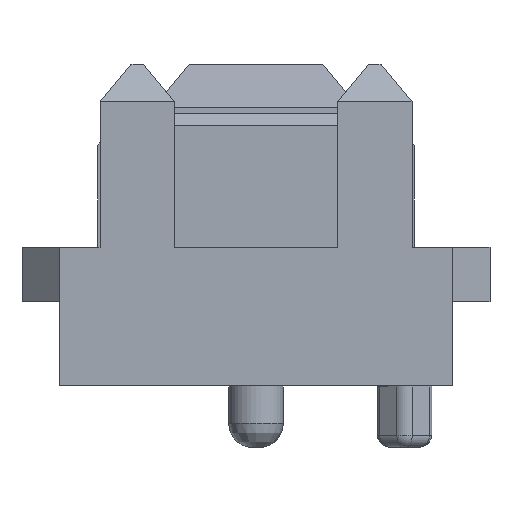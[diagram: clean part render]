
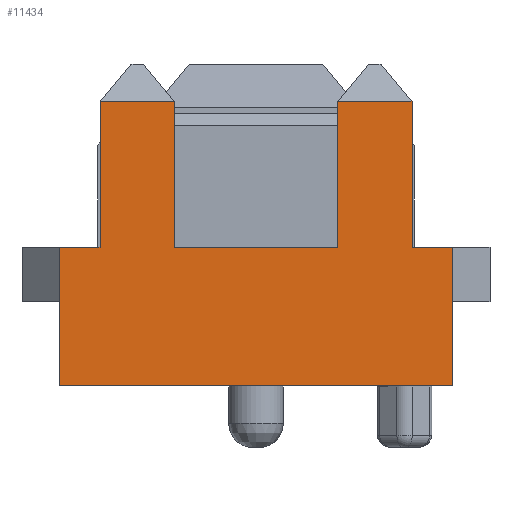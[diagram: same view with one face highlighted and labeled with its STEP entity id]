
A CAD part, left-side view. The second image highlights one B-rep face of the part: STEP entity #11434.
In plain terms, the highlighted planar face has unit normal (-1, 0, 0).
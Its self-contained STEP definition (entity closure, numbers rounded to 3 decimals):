
#10966=CARTESIAN_POINT('',(-21.539,3.2,2.845));
#10967=VERTEX_POINT('',#10966);
#11014=CARTESIAN_POINT('',(-21.539,4.039,2.845));
#11015=VERTEX_POINT('',#11014);
#11022=CARTESIAN_POINT('',(-21.539,3.2,2.845));
#11023=DIRECTION('',(0.0,1.0,0.0));
#11024=VECTOR('',#11023,0.838);
#11025=LINE('',#11022,#11024);
#11026=EDGE_CURVE('',#10967,#11015,#11025,.T.);
#11036=CARTESIAN_POINT('',(-21.539,-3.2,2.845));
#11037=VERTEX_POINT('',#11036);
#11046=CARTESIAN_POINT('',(-21.539,-4.039,2.845));
#11047=VERTEX_POINT('',#11046);
#11048=CARTESIAN_POINT('',(-21.539,-4.039,2.845));
#11049=DIRECTION('',(0.0,1.0,0.0));
#11050=VECTOR('',#11049,0.838);
#11051=LINE('',#11048,#11050);
#11052=EDGE_CURVE('',#11047,#11037,#11051,.T.);
#11210=CARTESIAN_POINT('',(-21.539,-1.676,2.845));
#11211=VERTEX_POINT('',#11210);
#11219=CARTESIAN_POINT('',(-21.539,1.676,2.845));
#11220=VERTEX_POINT('',#11219);
#11227=CARTESIAN_POINT('',(-21.539,-1.676,2.845));
#11228=DIRECTION('',(0.0,1.0,0.0));
#11229=VECTOR('',#11228,3.353);
#11230=LINE('',#11227,#11229);
#11231=EDGE_CURVE('',#11211,#11220,#11230,.T.);
#11267=CARTESIAN_POINT('',(-21.539,-3.2,5.842));
#11268=VERTEX_POINT('',#11267);
#11275=CARTESIAN_POINT('',(-21.539,-3.2,5.842));
#11276=DIRECTION('',(0.0,0.0,-1.0));
#11277=VECTOR('',#11276,2.997);
#11278=LINE('',#11275,#11277);
#11279=EDGE_CURVE('',#11268,#11037,#11278,.T.);
#11290=CARTESIAN_POINT('',(-21.539,3.2,5.842));
#11291=VERTEX_POINT('',#11290);
#11292=CARTESIAN_POINT('',(-21.539,3.2,5.842));
#11293=DIRECTION('',(0.0,0.0,-1.0));
#11294=VECTOR('',#11293,2.997);
#11295=LINE('',#11292,#11294);
#11296=EDGE_CURVE('',#11291,#10967,#11295,.T.);
#11356=CARTESIAN_POINT('',(-21.539,-4.442,-0.292));
#11357=DIRECTION('',(1.0,0.0,0.0));
#11358=DIRECTION('',(0.0,1.0,0.0));
#11359=AXIS2_PLACEMENT_3D('',#11356,#11357,#11358);
#11360=PLANE('',#11359);
#11361=ORIENTED_EDGE('',*,*,#11279,.F.);
#11362=CARTESIAN_POINT('',(-21.539,-1.676,5.842));
#11363=VERTEX_POINT('',#11362);
#11364=CARTESIAN_POINT('',(-21.539,-3.2,5.842));
#11365=DIRECTION('',(0.0,1.0,0.0));
#11366=VECTOR('',#11365,1.524);
#11367=LINE('',#11364,#11366);
#11368=EDGE_CURVE('',#11268,#11363,#11367,.T.);
#11369=ORIENTED_EDGE('',*,*,#11368,.T.);
#11370=CARTESIAN_POINT('',(-21.539,-1.676,5.842));
#11371=DIRECTION('',(0.0,0.0,-1.0));
#11372=VECTOR('',#11371,2.997);
#11373=LINE('',#11370,#11372);
#11374=EDGE_CURVE('',#11363,#11211,#11373,.T.);
#11375=ORIENTED_EDGE('',*,*,#11374,.T.);
#11376=ORIENTED_EDGE('',*,*,#11231,.T.);
#11377=CARTESIAN_POINT('',(-21.539,1.676,5.842));
#11378=VERTEX_POINT('',#11377);
#11379=CARTESIAN_POINT('',(-21.539,1.676,5.842));
#11380=DIRECTION('',(0.0,0.0,-1.0));
#11381=VECTOR('',#11380,2.997);
#11382=LINE('',#11379,#11381);
#11383=EDGE_CURVE('',#11378,#11220,#11382,.T.);
#11384=ORIENTED_EDGE('',*,*,#11383,.F.);
#11385=CARTESIAN_POINT('',(-21.539,1.676,5.842));
#11386=DIRECTION('',(0.0,1.0,0.0));
#11387=VECTOR('',#11386,1.524);
#11388=LINE('',#11385,#11387);
#11389=EDGE_CURVE('',#11378,#11291,#11388,.T.);
#11390=ORIENTED_EDGE('',*,*,#11389,.T.);
#11391=ORIENTED_EDGE('',*,*,#11296,.T.);
#11392=ORIENTED_EDGE('',*,*,#11026,.T.);
#11393=CARTESIAN_POINT('',(-21.539,4.039,1.727));
#11394=VERTEX_POINT('',#11393);
#11395=CARTESIAN_POINT('',(-21.539,4.039,2.845));
#11396=DIRECTION('',(0.0,0.0,-1.0));
#11397=VECTOR('',#11396,1.118);
#11398=LINE('',#11395,#11397);
#11399=EDGE_CURVE('',#11015,#11394,#11398,.T.);
#11400=ORIENTED_EDGE('',*,*,#11399,.T.);
#11401=CARTESIAN_POINT('',(-21.539,4.039,0.0));
#11402=VERTEX_POINT('',#11401);
#11403=CARTESIAN_POINT('',(-21.539,4.039,0.0));
#11404=DIRECTION('',(0.0,0.0,1.0));
#11405=VECTOR('',#11404,1.727);
#11406=LINE('',#11403,#11405);
#11407=EDGE_CURVE('',#11402,#11394,#11406,.T.);
#11408=ORIENTED_EDGE('',*,*,#11407,.F.);
#11409=CARTESIAN_POINT('',(-21.539,-4.039,0.));
#11410=VERTEX_POINT('',#11409);
#11411=CARTESIAN_POINT('',(-21.539,-4.039,0.));
#11412=DIRECTION('',(0.0,1.0,0.0));
#11413=VECTOR('',#11412,8.077);
#11414=LINE('',#11411,#11413);
#11415=EDGE_CURVE('',#11410,#11402,#11414,.T.);
#11416=ORIENTED_EDGE('',*,*,#11415,.F.);
#11417=CARTESIAN_POINT('',(-21.539,-4.039,1.727));
#11418=VERTEX_POINT('',#11417);
#11419=CARTESIAN_POINT('',(-21.539,-4.039,1.727));
#11420=DIRECTION('',(0.0,0.0,-1.0));
#11421=VECTOR('',#11420,1.727);
#11422=LINE('',#11419,#11421);
#11423=EDGE_CURVE('',#11418,#11410,#11422,.T.);
#11424=ORIENTED_EDGE('',*,*,#11423,.F.);
#11425=CARTESIAN_POINT('',(-21.539,-4.039,1.727));
#11426=DIRECTION('',(0.0,0.0,1.0));
#11427=VECTOR('',#11426,1.118);
#11428=LINE('',#11425,#11427);
#11429=EDGE_CURVE('',#11418,#11047,#11428,.T.);
#11430=ORIENTED_EDGE('',*,*,#11429,.T.);
#11431=ORIENTED_EDGE('',*,*,#11052,.T.);
#11432=EDGE_LOOP('',(#11361,#11369,#11375,#11376,#11384,#11390,#11391,#11392,#11400,#11408,#11416,#11424,#11430,#11431));
#11433=FACE_OUTER_BOUND('',#11432,.T.);
#11434=ADVANCED_FACE('',(#11433),#11360,.F.);
